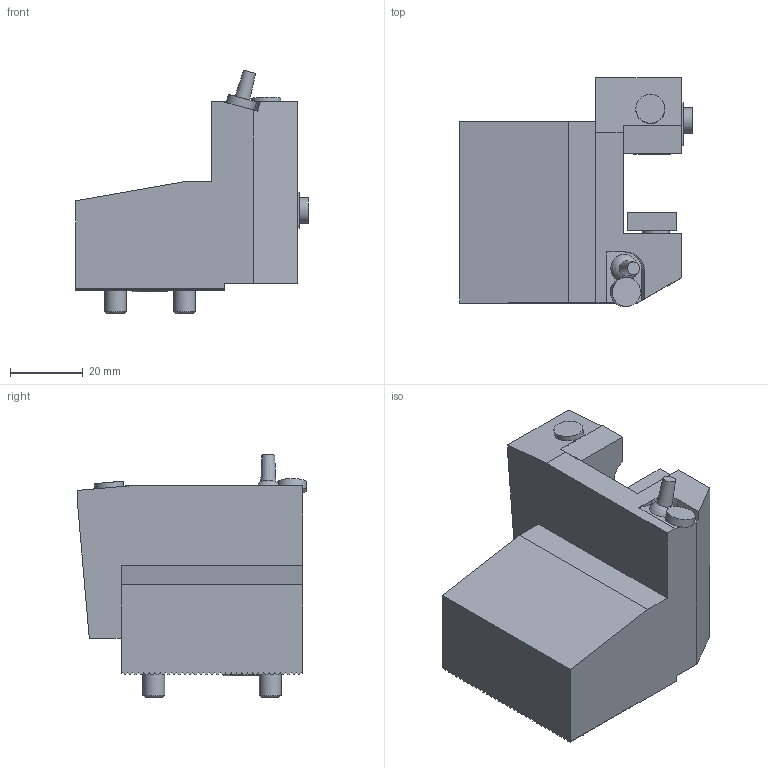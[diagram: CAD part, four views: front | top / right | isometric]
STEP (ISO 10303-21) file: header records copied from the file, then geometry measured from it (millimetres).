
FILE_DESCRIPTION(/* description */ (''),/* implementation_level */ '2;1');
FILE_NAME(/* name */ 'W9990898_B.stp',/* time_stamp */ '2016-01-11T14:31:32+01:00',/* author */ (''),/* organization */ (''),/* preprocessor_version */ 'ST-DEVELOPER v15',/* originating_system */ 'SIEMENS PLM Software NX 9.0',/* authorisation */ '');
FILE_SCHEMA (('AUTOMOTIVE_DESIGN { 1 0 10303 214 3 1 1 1 }'));
Length unit declared in the file: millimetre
Products named in the file (1): _
Bounding box: 64.1 x 63 x 67.07 mm (x, y, z)
Volume: 104814.1 mm3; surface area: 20792.4 mm2
Topology: 1 solids, 1 shells, 292 faces, 874 edges, 562 vertices
Faces by surface type: plane 240, cylinder 42, cone 5, torus 4, sphere 1
Full cylindrical faces by diameter (mm): 4.8 x1, 6 x5, 7 x1, 7.5 x2, 8 x2, 9.9 x1
Entity records: 9753 total; most frequent: CARTESIAN_POINT 1712, DIRECTION 1710, ORIENTED_EDGE 1682, EDGE_CURVE 841, AXIS2_PLACEMENT_3D 577, LINE 556, VECTOR 556, VERTEX_POINT 551
